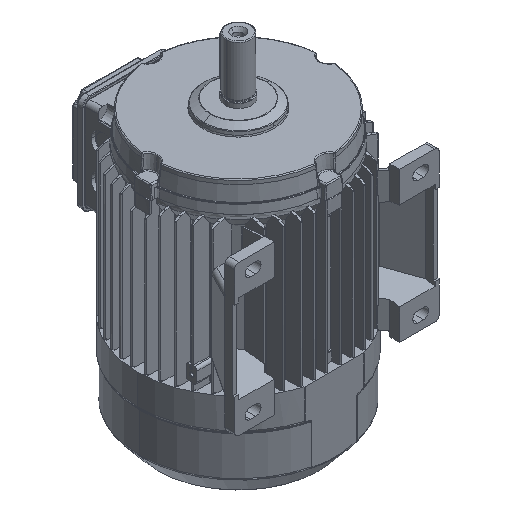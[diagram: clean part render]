
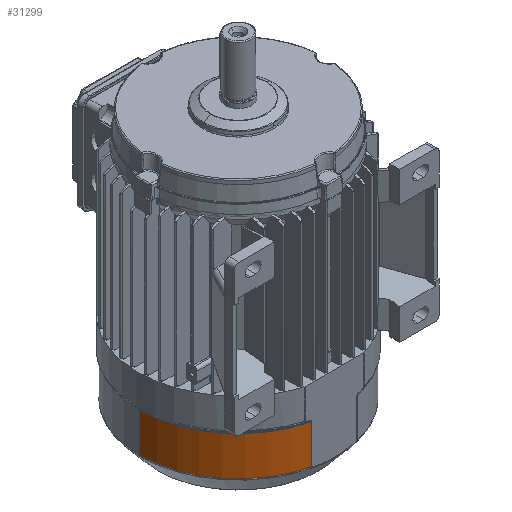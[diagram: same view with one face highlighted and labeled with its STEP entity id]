
A CAD part, isometric view. The second image highlights one B-rep face of the part: STEP entity #31299.
In plain terms, the highlighted cylindrical face has radius 112 mm (diameter 224 mm), a partial arc.
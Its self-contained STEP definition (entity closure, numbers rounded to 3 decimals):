
#7337 = DIRECTION ( 'NONE',  ( 1., 0., 0. ) ) ;
#11411 = CIRCLE ( 'NONE', #76571, 112. ) ;
#21588 = EDGE_CURVE ( 'NONE', #47328, #28846, #55634, .T. ) ;
#23880 = DIRECTION ( 'NONE',  ( 0., 0., 1. ) ) ;
#25968 = ORIENTED_EDGE ( 'NONE', *, *, #76864, .F. ) ;
#28846 = VERTEX_POINT ( 'NONE', #82772 ) ;
#31299 = ADVANCED_FACE ( 'NONE', ( #87541 ), #46361, .T. ) ;
#31927 = EDGE_CURVE ( 'NONE', #90002, #28846, #47691, .T. ) ;
#39996 = CARTESIAN_POINT ( 'NONE',  ( 0., 0., -256.903 ) ) ;
#41117 = DIRECTION ( 'NONE',  ( 0., 0., 1. ) ) ;
#41947 = ORIENTED_EDGE ( 'NONE', *, *, #21588, .T. ) ;
#46361 = CYLINDRICAL_SURFACE ( 'NONE', #92782, 112. ) ;
#46417 = DIRECTION ( 'NONE',  ( 0., 0., 1. ) ) ;
#47328 = VERTEX_POINT ( 'NONE', #106552 ) ;
#47691 = LINE ( 'NONE', #101348, #59193 ) ;
#48467 = DIRECTION ( 'NONE',  ( 1., 0., 0. ) ) ;
#49172 = DIRECTION ( 'NONE',  ( 0., 0., -1. ) ) ;
#54002 = CARTESIAN_POINT ( 'NONE',  ( -112., 0., -256.903 ) ) ;
#55634 = CIRCLE ( 'NONE', #68942, 112. ) ;
#56237 = LINE ( 'NONE', #54002, #89613 ) ;
#58636 = EDGE_CURVE ( 'NONE', #90002, #72916, #11411, .T. ) ;
#59193 = VECTOR ( 'NONE', #77663, 1000. ) ;
#62016 = CARTESIAN_POINT ( 'NONE',  ( -25.979, -108.945, -212.703 ) ) ;
#67080 = ORIENTED_EDGE ( 'NONE', *, *, #58636, .T. ) ;
#67276 = EDGE_LOOP ( 'NONE', ( #25968, #41947, #88663, #67080 ) ) ;
#68942 = AXIS2_PLACEMENT_3D ( 'NONE', #83252, #41117, #98646 ) ;
#72916 = VERTEX_POINT ( 'NONE', #80004 ) ;
#76571 = AXIS2_PLACEMENT_3D ( 'NONE', #105950, #49172, #48467 ) ;
#76864 = EDGE_CURVE ( 'NONE', #47328, #72916, #56237, .T. ) ;
#77663 = DIRECTION ( 'NONE',  ( 0., 0., -1. ) ) ;
#80004 = CARTESIAN_POINT ( 'NONE',  ( -112., 0., -212.703 ) ) ;
#82772 = CARTESIAN_POINT ( 'NONE',  ( -25.979, -108.945, -256.903 ) ) ;
#83252 = CARTESIAN_POINT ( 'NONE',  ( 0., 0., -256.903 ) ) ;
#87541 = FACE_OUTER_BOUND ( 'NONE', #67276, .T. ) ;
#88663 = ORIENTED_EDGE ( 'NONE', *, *, #31927, .F. ) ;
#89613 = VECTOR ( 'NONE', #46417, 1000. ) ;
#90002 = VERTEX_POINT ( 'NONE', #62016 ) ;
#92782 = AXIS2_PLACEMENT_3D ( 'NONE', #39996, #23880, #7337 ) ;
#98646 = DIRECTION ( 'NONE',  ( 1., 0., 0. ) ) ;
#101348 = CARTESIAN_POINT ( 'NONE',  ( -25.979, -108.945, -256.903 ) ) ;
#105950 = CARTESIAN_POINT ( 'NONE',  ( 0., 0., -212.703 ) ) ;
#106552 = CARTESIAN_POINT ( 'NONE',  ( -112., 0., -256.903 ) ) ;
